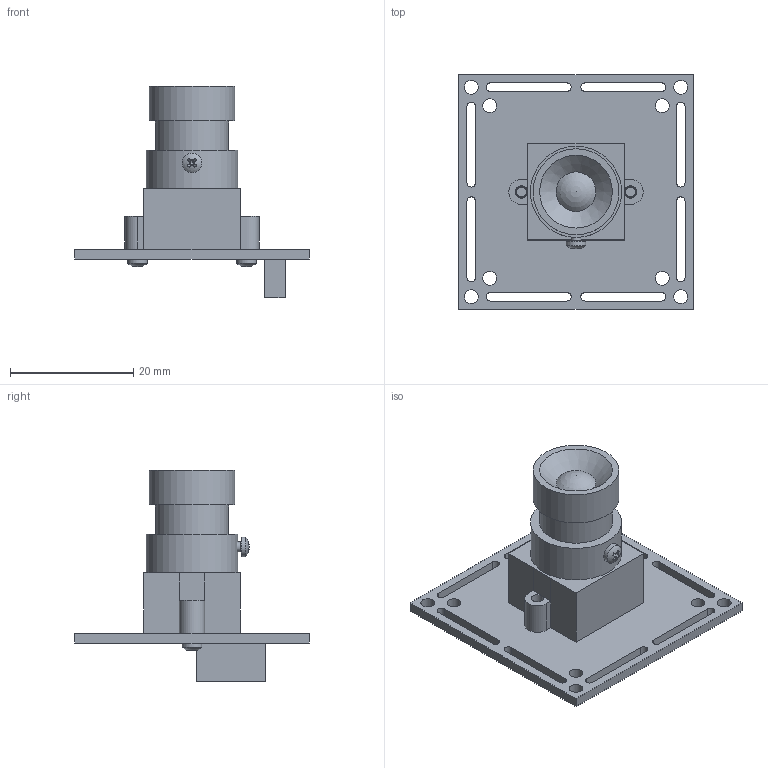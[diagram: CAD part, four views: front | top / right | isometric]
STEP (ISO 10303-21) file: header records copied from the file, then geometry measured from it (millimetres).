
FILE_DESCRIPTION(('FreeCAD Model'),'2;1');
FILE_NAME('Open CASCADE Shape Model','2025-05-14T08:55:30',(''),(''), 'Open CASCADE STEP processor 7.7','FreeCAD','Unknown');
FILE_SCHEMA(('AP242_MANAGED_MODEL_BASED_3D_ENGINEERING_MIM_LF. {1 0 10303 442 1 1 4 }'));
Length unit declared in the file: millimetre
Products named in the file (5): top_camera; M1.6x3-Screw001; Body; M1.6x8-Screw; M1.6x3-Screw
Assembly tree (4 placements, depth 2):
  top_camera
    M1.6x3-Screw001
    Body
    M1.6x8-Screw
    M1.6x3-Screw
Bounding box: 38.1 x 38.1 x 34.25 mm (x, y, z)
Volume: 7084.2 mm3; surface area: 5146.2 mm2
Topology: 4 solids, 4 shells, 159 faces, 424 edges, 278 vertices
Faces by surface type: plane 99, cylinder 37, cone 16, sphere 4, revolution 3
Full cylindrical faces by diameter (mm): 1.6 x3, 2 x2, 2.25 x8, 3.2 x3, 11.85 x1, 13.95 x1, 14.8 x1
Entity records: 5243 total; most frequent: DIRECTION 984, CARTESIAN_POINT 865, ORIENTED_EDGE 840, EDGE_CURVE 420, AXIS2_PLACEMENT_3D 397, VERTEX_POINT 278, FACE_BOUND 204, EDGE_LOOP 204
